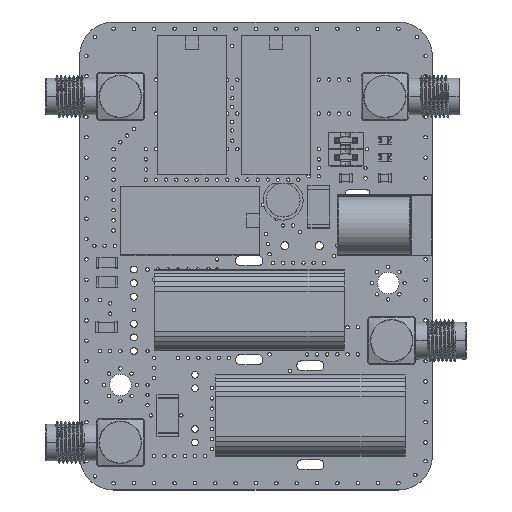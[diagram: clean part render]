
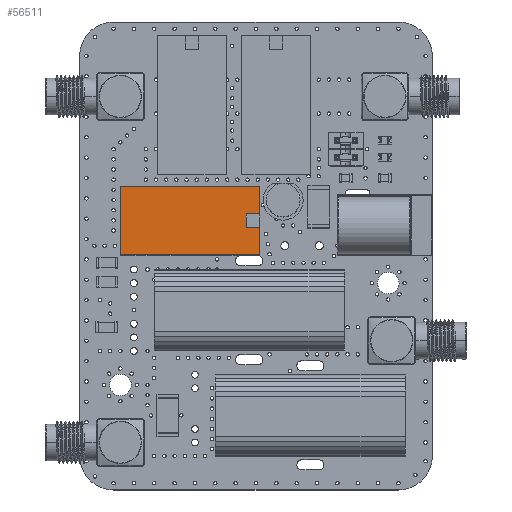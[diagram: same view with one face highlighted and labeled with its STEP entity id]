
A CAD part, top view. The second image highlights one B-rep face of the part: STEP entity #56511.
In plain terms, the highlighted face is planar.
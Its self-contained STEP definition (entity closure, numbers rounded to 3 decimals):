
#56110 = PLANE('',#56111);
#56111 = AXIS2_PLACEMENT_3D('',#56112,#56113,#56114);
#56112 = CARTESIAN_POINT('',(-1.36,11.5,-8.86));
#56113 = DIRECTION('',(1.,0.,0.));
#56114 = DIRECTION('',(0.,0.,-1.));
#56138 = PLANE('',#56139);
#56139 = AXIS2_PLACEMENT_3D('',#56140,#56141,#56142);
#56140 = CARTESIAN_POINT('',(-1.36,11.2,-2.81));
#56141 = DIRECTION('',(0.,0.,1.));
#56142 = DIRECTION('',(1.,0.,0.));
#56166 = PLANE('',#56167);
#56167 = AXIS2_PLACEMENT_3D('',#56168,#56169,#56170);
#56168 = CARTESIAN_POINT('',(0.64,11.2,-4.81));
#56169 = DIRECTION('',(1.,0.,0.));
#56170 = DIRECTION('',(0.,0.,-1.));
#56192 = PLANE('',#56193);
#56193 = AXIS2_PLACEMENT_3D('',#56194,#56195,#56196);
#56194 = CARTESIAN_POINT('',(-1.36,11.2,-4.81));
#56195 = DIRECTION('',(0.,0.,-1.));
#56196 = DIRECTION('',(-1.,0.,0.));
#56208 = VERTEX_POINT('',#56209);
#56209 = CARTESIAN_POINT('',(0.64,11.5,-2.81));
#56232 = VERTEX_POINT('',#56233);
#56233 = CARTESIAN_POINT('',(0.64,11.5,-4.81));
#56254 = EDGE_CURVE('',#56208,#56232,#56255,.T.);
#56255 = SURFACE_CURVE('',#56256,(#56260,#56267),.PCURVE_S1.);
#56256 = LINE('',#56257,#56258);
#56257 = CARTESIAN_POINT('',(0.64,11.5,-4.81));
#56258 = VECTOR('',#56259,1.);
#56259 = DIRECTION('',(0.,0.,-1.));
#56260 = PCURVE('',#56166,#56261);
#56261 = DEFINITIONAL_REPRESENTATION('',(#56262),#56266);
#56262 = LINE('',#56263,#56264);
#56263 = CARTESIAN_POINT('',(0.,0.3));
#56264 = VECTOR('',#56265,1.);
#56265 = DIRECTION('',(1.,0.));
#56266 = ( GEOMETRIC_REPRESENTATION_CONTEXT(2) 
PARAMETRIC_REPRESENTATION_CONTEXT() REPRESENTATION_CONTEXT('2D SPACE',''
  ) );
#56267 = PCURVE('',#56268,#56273);
#56268 = PLANE('',#56269);
#56269 = AXIS2_PLACEMENT_3D('',#56270,#56271,#56272);
#56270 = CARTESIAN_POINT('',(-1.36,11.5,1.24));
#56271 = DIRECTION('',(0.,1.,0.));
#56272 = DIRECTION('',(0.,-0.,1.));
#56273 = DEFINITIONAL_REPRESENTATION('',(#56274),#56278);
#56274 = LINE('',#56275,#56276);
#56275 = CARTESIAN_POINT('',(-6.05,2.));
#56276 = VECTOR('',#56277,1.);
#56277 = DIRECTION('',(-1.,0.));
#56278 = ( GEOMETRIC_REPRESENTATION_CONTEXT(2) 
PARAMETRIC_REPRESENTATION_CONTEXT() REPRESENTATION_CONTEXT('2D SPACE',''
  ) );
#56286 = VERTEX_POINT('',#56287);
#56287 = CARTESIAN_POINT('',(-1.36,11.5,-4.81));
#56308 = EDGE_CURVE('',#56232,#56286,#56309,.T.);
#56309 = SURFACE_CURVE('',#56310,(#56314,#56321),.PCURVE_S1.);
#56310 = LINE('',#56311,#56312);
#56311 = CARTESIAN_POINT('',(-1.36,11.5,-4.81));
#56312 = VECTOR('',#56313,1.);
#56313 = DIRECTION('',(-1.,0.,0.));
#56314 = PCURVE('',#56192,#56315);
#56315 = DEFINITIONAL_REPRESENTATION('',(#56316),#56320);
#56316 = LINE('',#56317,#56318);
#56317 = CARTESIAN_POINT('',(0.,0.3));
#56318 = VECTOR('',#56319,1.);
#56319 = DIRECTION('',(1.,0.));
#56320 = ( GEOMETRIC_REPRESENTATION_CONTEXT(2) 
PARAMETRIC_REPRESENTATION_CONTEXT() REPRESENTATION_CONTEXT('2D SPACE',''
  ) );
#56321 = PCURVE('',#56268,#56322);
#56322 = DEFINITIONAL_REPRESENTATION('',(#56323),#56327);
#56323 = LINE('',#56324,#56325);
#56324 = CARTESIAN_POINT('',(-6.05,0.));
#56325 = VECTOR('',#56326,1.);
#56326 = DIRECTION('',(0.,-1.));
#56327 = ( GEOMETRIC_REPRESENTATION_CONTEXT(2) 
PARAMETRIC_REPRESENTATION_CONTEXT() REPRESENTATION_CONTEXT('2D SPACE',''
  ) );
#56333 = VERTEX_POINT('',#56334);
#56334 = CARTESIAN_POINT('',(-1.36,11.5,-2.81));
#56357 = EDGE_CURVE('',#56333,#56208,#56358,.T.);
#56358 = SURFACE_CURVE('',#56359,(#56363,#56370),.PCURVE_S1.);
#56359 = LINE('',#56360,#56361);
#56360 = CARTESIAN_POINT('',(-1.36,11.5,-2.81));
#56361 = VECTOR('',#56362,1.);
#56362 = DIRECTION('',(1.,0.,0.));
#56363 = PCURVE('',#56138,#56364);
#56364 = DEFINITIONAL_REPRESENTATION('',(#56365),#56369);
#56365 = LINE('',#56366,#56367);
#56366 = CARTESIAN_POINT('',(0.,0.3));
#56367 = VECTOR('',#56368,1.);
#56368 = DIRECTION('',(1.,0.));
#56369 = ( GEOMETRIC_REPRESENTATION_CONTEXT(2) 
PARAMETRIC_REPRESENTATION_CONTEXT() REPRESENTATION_CONTEXT('2D SPACE',''
  ) );
#56370 = PCURVE('',#56268,#56371);
#56371 = DEFINITIONAL_REPRESENTATION('',(#56372),#56376);
#56372 = LINE('',#56373,#56374);
#56373 = CARTESIAN_POINT('',(-4.05,0.));
#56374 = VECTOR('',#56375,1.);
#56375 = DIRECTION('',(0.,1.));
#56376 = ( GEOMETRIC_REPRESENTATION_CONTEXT(2) 
PARAMETRIC_REPRESENTATION_CONTEXT() REPRESENTATION_CONTEXT('2D SPACE',''
  ) );
#56382 = EDGE_CURVE('',#56333,#56383,#56385,.T.);
#56383 = VERTEX_POINT('',#56384);
#56384 = CARTESIAN_POINT('',(-1.36,11.5,1.24));
#56385 = SURFACE_CURVE('',#56386,(#56390,#56397),.PCURVE_S1.);
#56386 = LINE('',#56387,#56388);
#56387 = CARTESIAN_POINT('',(-1.36,11.5,-8.86));
#56388 = VECTOR('',#56389,1.);
#56389 = DIRECTION('',(0.,0.,1.));
#56390 = PCURVE('',#56110,#56391);
#56391 = DEFINITIONAL_REPRESENTATION('',(#56392),#56396);
#56392 = LINE('',#56393,#56394);
#56393 = CARTESIAN_POINT('',(0.,0.));
#56394 = VECTOR('',#56395,1.);
#56395 = DIRECTION('',(-1.,0.));
#56396 = ( GEOMETRIC_REPRESENTATION_CONTEXT(2) 
PARAMETRIC_REPRESENTATION_CONTEXT() REPRESENTATION_CONTEXT('2D SPACE',''
  ) );
#56397 = PCURVE('',#56268,#56398);
#56398 = DEFINITIONAL_REPRESENTATION('',(#56399),#56403);
#56399 = LINE('',#56400,#56401);
#56400 = CARTESIAN_POINT('',(-10.1,0.));
#56401 = VECTOR('',#56402,1.);
#56402 = DIRECTION('',(1.,0.));
#56403 = ( GEOMETRIC_REPRESENTATION_CONTEXT(2) 
PARAMETRIC_REPRESENTATION_CONTEXT() REPRESENTATION_CONTEXT('2D SPACE',''
  ) );
#56421 = PLANE('',#56422);
#56422 = AXIS2_PLACEMENT_3D('',#56423,#56424,#56425);
#56423 = CARTESIAN_POINT('',(-1.36,11.5,1.24));
#56424 = DIRECTION('',(0.,0.,-1.));
#56425 = DIRECTION('',(-1.,0.,0.));
#56462 = VERTEX_POINT('',#56463);
#56463 = CARTESIAN_POINT('',(-1.36,11.5,-8.86));
#56477 = PLANE('',#56478);
#56478 = AXIS2_PLACEMENT_3D('',#56479,#56480,#56481);
#56479 = CARTESIAN_POINT('',(-1.36,11.5,-8.86));
#56480 = DIRECTION('',(0.,0.,1.));
#56481 = DIRECTION('',(1.,0.,-0.));
#56489 = EDGE_CURVE('',#56462,#56286,#56490,.T.);
#56490 = SURFACE_CURVE('',#56491,(#56495,#56502),.PCURVE_S1.);
#56491 = LINE('',#56492,#56493);
#56492 = CARTESIAN_POINT('',(-1.36,11.5,-8.86));
#56493 = VECTOR('',#56494,1.);
#56494 = DIRECTION('',(0.,0.,1.));
#56495 = PCURVE('',#56110,#56496);
#56496 = DEFINITIONAL_REPRESENTATION('',(#56497),#56501);
#56497 = LINE('',#56498,#56499);
#56498 = CARTESIAN_POINT('',(0.,0.));
#56499 = VECTOR('',#56500,1.);
#56500 = DIRECTION('',(-1.,0.));
#56501 = ( GEOMETRIC_REPRESENTATION_CONTEXT(2) 
PARAMETRIC_REPRESENTATION_CONTEXT() REPRESENTATION_CONTEXT('2D SPACE',''
  ) );
#56502 = PCURVE('',#56268,#56503);
#56503 = DEFINITIONAL_REPRESENTATION('',(#56504),#56508);
#56504 = LINE('',#56505,#56506);
#56505 = CARTESIAN_POINT('',(-10.1,0.));
#56506 = VECTOR('',#56507,1.);
#56507 = DIRECTION('',(1.,0.));
#56508 = ( GEOMETRIC_REPRESENTATION_CONTEXT(2) 
PARAMETRIC_REPRESENTATION_CONTEXT() REPRESENTATION_CONTEXT('2D SPACE',''
  ) );
#56511 = ADVANCED_FACE('',(#56512),#56268,.T.);
#56512 = FACE_BOUND('',#56513,.T.);
#56513 = EDGE_LOOP('',(#56514,#56515,#56516,#56517,#56518,#56541,#56569,
    #56590));
#56514 = ORIENTED_EDGE('',*,*,#56308,.F.);
#56515 = ORIENTED_EDGE('',*,*,#56254,.F.);
#56516 = ORIENTED_EDGE('',*,*,#56357,.F.);
#56517 = ORIENTED_EDGE('',*,*,#56382,.T.);
#56518 = ORIENTED_EDGE('',*,*,#56519,.T.);
#56519 = EDGE_CURVE('',#56383,#56520,#56522,.T.);
#56520 = VERTEX_POINT('',#56521);
#56521 = CARTESIAN_POINT('',(19.14,11.5,1.24));
#56522 = SURFACE_CURVE('',#56523,(#56527,#56534),.PCURVE_S1.);
#56523 = LINE('',#56524,#56525);
#56524 = CARTESIAN_POINT('',(-1.36,11.5,1.24));
#56525 = VECTOR('',#56526,1.);
#56526 = DIRECTION('',(1.,0.,0.));
#56527 = PCURVE('',#56268,#56528);
#56528 = DEFINITIONAL_REPRESENTATION('',(#56529),#56533);
#56529 = LINE('',#56530,#56531);
#56530 = CARTESIAN_POINT('',(0.,0.));
#56531 = VECTOR('',#56532,1.);
#56532 = DIRECTION('',(0.,1.));
#56533 = ( GEOMETRIC_REPRESENTATION_CONTEXT(2) 
PARAMETRIC_REPRESENTATION_CONTEXT() REPRESENTATION_CONTEXT('2D SPACE',''
  ) );
#56534 = PCURVE('',#56421,#56535);
#56535 = DEFINITIONAL_REPRESENTATION('',(#56536),#56540);
#56536 = LINE('',#56537,#56538);
#56537 = CARTESIAN_POINT('',(0.,0.));
#56538 = VECTOR('',#56539,1.);
#56539 = DIRECTION('',(-1.,0.));
#56540 = ( GEOMETRIC_REPRESENTATION_CONTEXT(2) 
PARAMETRIC_REPRESENTATION_CONTEXT() REPRESENTATION_CONTEXT('2D SPACE',''
  ) );
#56541 = ORIENTED_EDGE('',*,*,#56542,.T.);
#56542 = EDGE_CURVE('',#56520,#56543,#56545,.T.);
#56543 = VERTEX_POINT('',#56544);
#56544 = CARTESIAN_POINT('',(19.14,11.5,-8.86));
#56545 = SURFACE_CURVE('',#56546,(#56550,#56557),.PCURVE_S1.);
#56546 = LINE('',#56547,#56548);
#56547 = CARTESIAN_POINT('',(19.14,11.5,-8.86));
#56548 = VECTOR('',#56549,1.);
#56549 = DIRECTION('',(0.,0.,-1.));
#56550 = PCURVE('',#56268,#56551);
#56551 = DEFINITIONAL_REPRESENTATION('',(#56552),#56556);
#56552 = LINE('',#56553,#56554);
#56553 = CARTESIAN_POINT('',(-10.1,20.5));
#56554 = VECTOR('',#56555,1.);
#56555 = DIRECTION('',(-1.,0.));
#56556 = ( GEOMETRIC_REPRESENTATION_CONTEXT(2) 
PARAMETRIC_REPRESENTATION_CONTEXT() REPRESENTATION_CONTEXT('2D SPACE',''
  ) );
#56557 = PCURVE('',#56558,#56563);
#56558 = PLANE('',#56559);
#56559 = AXIS2_PLACEMENT_3D('',#56560,#56561,#56562);
#56560 = CARTESIAN_POINT('',(19.14,11.5,-8.86));
#56561 = DIRECTION('',(-1.,0.,0.));
#56562 = DIRECTION('',(0.,0.,1.));
#56563 = DEFINITIONAL_REPRESENTATION('',(#56564),#56568);
#56564 = LINE('',#56565,#56566);
#56565 = CARTESIAN_POINT('',(0.,0.));
#56566 = VECTOR('',#56567,1.);
#56567 = DIRECTION('',(-1.,0.));
#56568 = ( GEOMETRIC_REPRESENTATION_CONTEXT(2) 
PARAMETRIC_REPRESENTATION_CONTEXT() REPRESENTATION_CONTEXT('2D SPACE',''
  ) );
#56569 = ORIENTED_EDGE('',*,*,#56570,.T.);
#56570 = EDGE_CURVE('',#56543,#56462,#56571,.T.);
#56571 = SURFACE_CURVE('',#56572,(#56576,#56583),.PCURVE_S1.);
#56572 = LINE('',#56573,#56574);
#56573 = CARTESIAN_POINT('',(-1.36,11.5,-8.86));
#56574 = VECTOR('',#56575,1.);
#56575 = DIRECTION('',(-1.,0.,0.));
#56576 = PCURVE('',#56268,#56577);
#56577 = DEFINITIONAL_REPRESENTATION('',(#56578),#56582);
#56578 = LINE('',#56579,#56580);
#56579 = CARTESIAN_POINT('',(-10.1,0.));
#56580 = VECTOR('',#56581,1.);
#56581 = DIRECTION('',(0.,-1.));
#56582 = ( GEOMETRIC_REPRESENTATION_CONTEXT(2) 
PARAMETRIC_REPRESENTATION_CONTEXT() REPRESENTATION_CONTEXT('2D SPACE',''
  ) );
#56583 = PCURVE('',#56477,#56584);
#56584 = DEFINITIONAL_REPRESENTATION('',(#56585),#56589);
#56585 = LINE('',#56586,#56587);
#56586 = CARTESIAN_POINT('',(0.,0.));
#56587 = VECTOR('',#56588,1.);
#56588 = DIRECTION('',(-1.,0.));
#56589 = ( GEOMETRIC_REPRESENTATION_CONTEXT(2) 
PARAMETRIC_REPRESENTATION_CONTEXT() REPRESENTATION_CONTEXT('2D SPACE',''
  ) );
#56590 = ORIENTED_EDGE('',*,*,#56489,.T.);
